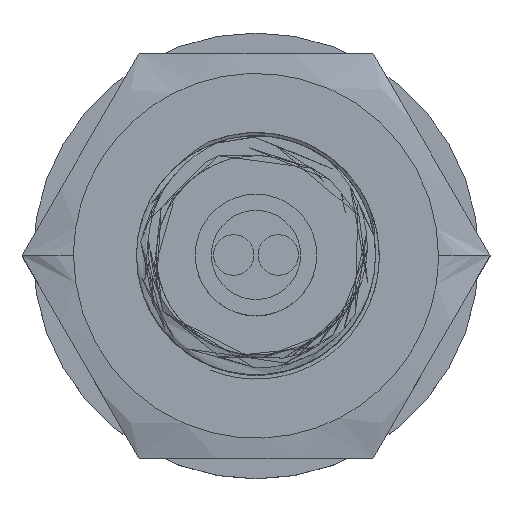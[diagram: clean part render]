
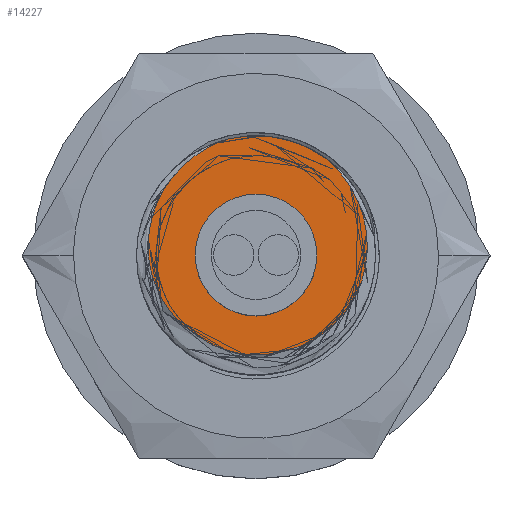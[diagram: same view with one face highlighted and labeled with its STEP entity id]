
A CAD part, top view. The second image highlights one B-rep face of the part: STEP entity #14227.
In plain terms, the highlighted planar face has unit normal (0, 0, 1).
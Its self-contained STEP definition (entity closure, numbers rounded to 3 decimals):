
#687 = EDGE_CURVE ( 'NONE', #14456, #9389, #11830, .T. ) ;
#709 = CARTESIAN_POINT ( 'NONE',  ( 2.76, 0.208, 16. ) ) ;
#754 = FACE_OUTER_BOUND ( 'NONE', #9727, .T. ) ;
#760 = CARTESIAN_POINT ( 'NONE',  ( 2.654, -0.543, 16. ) ) ;
#769 = CARTESIAN_POINT ( 'NONE',  ( -1.553, -1.906, 16. ) ) ;
#815 = CARTESIAN_POINT ( 'NONE',  ( 2.478, 1.426, 16. ) ) ;
#823 = CARTESIAN_POINT ( 'NONE',  ( -2.1, 1.879, 16. ) ) ;
#868 = CARTESIAN_POINT ( 'NONE',  ( 2.716, 0.709, 16. ) ) ;
#1007 = EDGE_CURVE ( 'NONE', #14456, #13694, #15501, .T. ) ;
#1877 = AXIS2_PLACEMENT_3D ( 'NONE', #3007, #11393, #4206 ) ;
#1918 = CARTESIAN_POINT ( 'NONE',  ( 2.749, -0.045, 16. ) ) ;
#1982 = CARTESIAN_POINT ( 'NONE',  ( -2.388, -0.977, 16. ) ) ;
#2029 = CARTESIAN_POINT ( 'NONE',  ( -1.764, 2.256, 16. ) ) ;
#2101 = CARTESIAN_POINT ( 'NONE',  ( 0.719, -2.351, 16. ) ) ;
#2126 = CARTESIAN_POINT ( 'NONE',  ( 2.66, 0.96, 16. ) ) ;
#2421 = EDGE_CURVE ( 'NONE', #3692, #13694, #8286, .T. ) ;
#3007 = CARTESIAN_POINT ( 'NONE',  ( 0., 0., 16. ) ) ;
#3021 = CARTESIAN_POINT ( 'NONE',  ( 2.333, -1.227, 16. ) ) ;
#3179 = CARTESIAN_POINT ( 'NONE',  ( 2.187, -1.432, 16. ) ) ;
#3187 = CARTESIAN_POINT ( 'NONE',  ( -2.566, -0.504, 16. ) ) ;
#3235 = CARTESIAN_POINT ( 'NONE',  ( -1.143, 2.689, 16. ) ) ;
#3319 = CARTESIAN_POINT ( 'NONE',  ( -0.08, -2.49, 16. ) ) ;
#3376 = B_SPLINE_CURVE_WITH_KNOTS ( 'NONE', 3,
 ( #2101, #9267, #3319, #11698, #4518, #12911 ),
 .UNSPECIFIED., .F., .F.,
 ( 4, 2, 4 ),
 ( 0., 0.001, 0.002 ),
 .UNSPECIFIED. ) ;
#3383 = CIRCLE ( 'NONE', #9771, 1.5 ) ;
#3534 = EDGE_CURVE ( 'NONE', #5306, #13685, #12811, .T. ) ;
#3551 = DIRECTION ( 'NONE',  ( 0., 0., -1. ) ) ;
#3692 = VERTEX_POINT ( 'NONE', #8353 ) ;
#3989 = ORIENTED_EDGE ( 'NONE', *, *, #687, .F. ) ;
#4206 = DIRECTION ( 'NONE',  ( 0., 1., 0. ) ) ;
#4334 = CARTESIAN_POINT ( 'NONE',  ( 2.359, 1.649, 16. ) ) ;
#4395 = CARTESIAN_POINT ( 'NONE',  ( -2.642, -0.135, 16. ) ) ;
#4451 = CARTESIAN_POINT ( 'NONE',  ( -0.673, 2.872, 16. ) ) ;
#4518 = CARTESIAN_POINT ( 'NONE',  ( -1.241, -2.16, 16. ) ) ;
#4542 = CARTESIAN_POINT ( 'NONE',  ( 2.071, 2.064, 16. ) ) ;
#4636 = EDGE_CURVE ( 'NONE', #9389, #3692, #3376, .T. ) ;
#4959 = ORIENTED_EDGE ( 'NONE', *, *, #2421, .F. ) ;
#5306 = VERTEX_POINT ( 'NONE', #15168 ) ;
#5476 = CARTESIAN_POINT ( 'NONE',  ( 2.292, 1.758, 16. ) ) ;
#5481 = DIRECTION ( 'NONE',  ( -1., 0., 0. ) ) ;
#5535 = CARTESIAN_POINT ( 'NONE',  ( 1.899, 2.247, 16. ) ) ;
#5592 = CARTESIAN_POINT ( 'NONE',  ( -2.659, 0.496, 16. ) ) ;
#5639 = DIRECTION ( 'NONE',  ( 0., 0., 1. ) ) ;
#6365 = CARTESIAN_POINT ( 'NONE',  ( 0., 0., 16. ) ) ;
#6623 = CARTESIAN_POINT ( 'NONE',  ( 2.572, -0.78, 16. ) ) ;
#6677 = CARTESIAN_POINT ( 'NONE',  ( 2.399, -1.118, 16. ) ) ;
#6778 = CARTESIAN_POINT ( 'NONE',  ( 1.703, 2.409, 16. ) ) ;
#6781 = CARTESIAN_POINT ( 'NONE',  ( -2.478, 1.23, 16. ) ) ;
#7586 = DIRECTION ( 'NONE',  ( 1., 0., 0. ) ) ;
#7636 = ORIENTED_EDGE ( 'NONE', *, *, #1007, .T. ) ;
#7936 = CARTESIAN_POINT ( 'NONE',  ( 2.107, -1.529, 16. ) ) ;
#7989 = CARTESIAN_POINT ( 'NONE',  ( -2.244, 1.673, 16. ) ) ;
#8064 = AXIS2_PLACEMENT_3D ( 'NONE', #6365, #5639, #5481 ) ;
#8086 = CARTESIAN_POINT ( 'NONE',  ( 0.969, -2.299, 16. ) ) ;
#8286 = B_SPLINE_CURVE_WITH_KNOTS ( 'NONE', 3,
 ( #769, #15115, #10249, #9138, #1982, #10355, #3187, #11564, #4395, #12777, #5592, #13979, #6781, #15164, #7989, #823, #9190, #2029, #10411, #3235, #11609, #4451 ),
 .UNSPECIFIED., .F., .F.,
 ( 4, 2, 2, 2, 2, 2, 2, 2, 2, 2, 4 ),
 ( 0., 0.001, 0.002, 0.002, 0.002, 0.003, 0.004, 0.004, 0.005, 0.005, 0.006 ),
 .UNSPECIFIED. ) ;
#8353 = CARTESIAN_POINT ( 'NONE',  ( -1.553, -1.906, 16. ) ) ;
#8499 = ORIENTED_EDGE ( 'NONE', *, *, #3534, .T. ) ;
#9078 = ORIENTED_EDGE ( 'NONE', *, *, #13475, .T. ) ;
#9138 = CARTESIAN_POINT ( 'NONE',  ( -2.262, -1.196, 16. ) ) ;
#9182 = CARTESIAN_POINT ( 'NONE',  ( 1.537, -2.024, 16. ) ) ;
#9190 = CARTESIAN_POINT ( 'NONE',  ( -2.02, 1.978, 16. ) ) ;
#9267 = CARTESIAN_POINT ( 'NONE',  ( 0.334, -2.469, 16. ) ) ;
#9389 = VERTEX_POINT ( 'NONE', #14981 ) ;
#9727 = EDGE_LOOP ( 'NONE', ( #7636, #4959, #11264, #3989 ) ) ;
#9771 = AXIS2_PLACEMENT_3D ( 'NONE', #10717, #3551, #11932 ) ;
#10189 = CARTESIAN_POINT ( 'NONE',  ( 2.529, 1.312, 16. ) ) ;
#10243 = CARTESIAN_POINT ( 'NONE',  ( 1.209, -2.208, 16. ) ) ;
#10249 = CARTESIAN_POINT ( 'NONE',  ( -1.946, -1.592, 16. ) ) ;
#10355 = CARTESIAN_POINT ( 'NONE',  ( -2.528, -0.626, 16. ) ) ;
#10411 = CARTESIAN_POINT ( 'NONE',  ( -1.571, 2.417, 16. ) ) ;
#10501 = CARTESIAN_POINT ( 'NONE',  ( 1.84, -1.798, 16. ) ) ;
#10717 = CARTESIAN_POINT ( 'NONE',  ( 0., 0., 16. ) ) ;
#11053 = EDGE_LOOP ( 'NONE', ( #8499, #9078 ) ) ;
#11264 = ORIENTED_EDGE ( 'NONE', *, *, #4636, .F. ) ;
#11393 = DIRECTION ( 'NONE',  ( 0., 0., -1. ) ) ;
#11507 = CARTESIAN_POINT ( 'NONE',  ( 1.641, -1.954, 16. ) ) ;
#11560 = CARTESIAN_POINT ( 'NONE',  ( 1.703, 2.409, 16. ) ) ;
#11564 = CARTESIAN_POINT ( 'NONE',  ( -2.623, -0.259, 16. ) ) ;
#11609 = CARTESIAN_POINT ( 'NONE',  ( -0.915, 2.796, 16. ) ) ;
#11698 = CARTESIAN_POINT ( 'NONE',  ( -0.867, -2.336, 16. ) ) ;
#11830 = B_SPLINE_CURVE_WITH_KNOTS ( 'NONE', 3,
 ( #11560, #5535, #4542, #5476, #4334, #815, #10189, #2126, #868, #709, #1918, #760, #6623, #6677, #3021, #3179, #7936, #14994, #10501, #11507, #9182, #10243, #8086, #15198 ),
 .UNSPECIFIED., .F., .F.,
 ( 4, 2, 2, 2, 2, 2, 2, 2, 2, 2, 2, 4 ),
 ( 0., 0.001, 0.001, 0.002, 0.002, 0.003, 0.004, 0.004, 0.005, 0.005, 0.005, 0.006 ),
 .UNSPECIFIED. ) ;
#11932 = DIRECTION ( 'NONE',  ( 0., 1., 0. ) ) ;
#12594 = CARTESIAN_POINT ( 'NONE',  ( 0., -1.5, 16. ) ) ;
#12643 = CARTESIAN_POINT ( 'NONE',  ( -0.673, 2.872, 16. ) ) ;
#12777 = CARTESIAN_POINT ( 'NONE',  ( -2.673, 0.24, 16. ) ) ;
#12811 = CIRCLE ( 'NONE', #1877, 1.5 ) ;
#12911 = CARTESIAN_POINT ( 'NONE',  ( -1.553, -1.906, 16. ) ) ;
#13475 = EDGE_CURVE ( 'NONE', #13685, #5306, #3383, .T. ) ;
#13508 = FACE_BOUND ( 'NONE', #11053, .T. ) ;
#13564 = PLANE ( 'NONE',  #14014 ) ;
#13685 = VERTEX_POINT ( 'NONE', #12594 ) ;
#13694 = VERTEX_POINT ( 'NONE', #12643 ) ;
#13979 = CARTESIAN_POINT ( 'NONE',  ( -2.562, 0.988, 16. ) ) ;
#14014 = AXIS2_PLACEMENT_3D ( 'NONE', #14707, #14752, #7586 ) ;
#14227 = ADVANCED_FACE ( 'NONE', ( #13508, #754 ), #13564, .T. ) ;
#14456 = VERTEX_POINT ( 'NONE', #6778 ) ;
#14707 = CARTESIAN_POINT ( 'NONE',  ( -2.71, -2.506, 16. ) ) ;
#14752 = DIRECTION ( 'NONE',  ( 0., 0., 1. ) ) ;
#14981 = CARTESIAN_POINT ( 'NONE',  ( 0.719, -2.351, 16. ) ) ;
#14994 = CARTESIAN_POINT ( 'NONE',  ( 1.934, -1.712, 16. ) ) ;
#15115 = CARTESIAN_POINT ( 'NONE',  ( -1.764, -1.763, 16. ) ) ;
#15164 = CARTESIAN_POINT ( 'NONE',  ( -2.308, 1.565, 16. ) ) ;
#15168 = CARTESIAN_POINT ( 'NONE',  ( 0., 1.5, 16. ) ) ;
#15198 = CARTESIAN_POINT ( 'NONE',  ( 0.719, -2.351, 16. ) ) ;
#15501 = CIRCLE ( 'NONE', #8064, 2.95 ) ;
